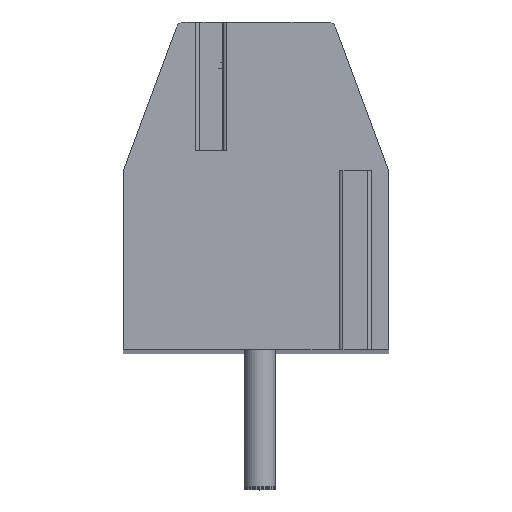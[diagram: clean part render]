
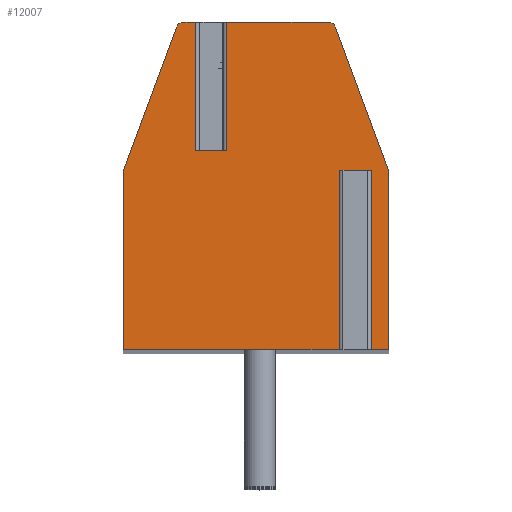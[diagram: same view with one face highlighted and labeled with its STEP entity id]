
A CAD part, top view. The second image highlights one B-rep face of the part: STEP entity #12007.
In plain terms, the highlighted planar face has unit normal (0, 0, 1).
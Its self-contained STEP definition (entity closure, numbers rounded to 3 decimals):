
#1=DIRECTION('',(1.,0.,0.));
#2=VECTOR('',#1,0.796);
#3=CARTESIAN_POINT('',(-1.548,0.9,57.75));
#4=LINE('',#3,#2);
#5=DIRECTION('',(0.,1.,0.));
#6=VECTOR('',#5,3.3);
#7=CARTESIAN_POINT('',(-0.752,0.9,57.75));
#8=LINE('',#7,#6);
#9=DIRECTION('',(-1.,0.,0.));
#10=VECTOR('',#9,2.603);
#11=CARTESIAN_POINT('',(1.851,4.2,57.75));
#12=LINE('',#11,#10);
#13=CARTESIAN_POINT('',(1.851,4.,57.75));
#14=DIRECTION('',(0.,0.,1.));
#15=DIRECTION('',(0.938,0.348,0.));
#16=AXIS2_PLACEMENT_3D('',#13,#14,#15);
#18=DIRECTION('',(-0.348,0.938,0.));
#19=VECTOR('',#18,3.914);
#20=CARTESIAN_POINT('',(3.4,0.4,57.75));
#21=LINE('',#20,#19);
#22=DIRECTION('',(0.,1.,0.));
#23=VECTOR('',#22,4.6);
#24=CARTESIAN_POINT('',(3.4,-4.2,57.75));
#25=LINE('',#24,#23);
#26=DIRECTION('',(1.,0.,0.));
#27=VECTOR('',#26,0.634);
#28=CARTESIAN_POINT('',(2.766,-4.2,57.75));
#29=LINE('',#28,#27);
#30=DIRECTION('',(0.,1.,0.));
#31=VECTOR('',#30,4.6);
#32=CARTESIAN_POINT('',(2.766,-4.2,57.75));
#33=LINE('',#32,#31);
#34=DIRECTION('',(-1.,0.,0.));
#35=VECTOR('',#34,0.43);
#36=CARTESIAN_POINT('',(2.766,0.4,57.75));
#37=LINE('',#36,#35);
#38=DIRECTION('',(0.,1.,0.));
#39=VECTOR('',#38,4.6);
#40=CARTESIAN_POINT('',(2.336,-4.2,57.75));
#41=LINE('',#40,#39);
#42=DIRECTION('',(1.,0.,0.));
#43=VECTOR('',#42,5.736);
#44=CARTESIAN_POINT('',(-3.4,-4.2,57.75));
#45=LINE('',#44,#43);
#46=DIRECTION('',(0.,-1.,0.));
#47=VECTOR('',#46,4.6);
#48=CARTESIAN_POINT('',(-3.4,0.4,57.75));
#49=LINE('',#48,#47);
#50=DIRECTION('',(-0.348,-0.938,0.));
#51=VECTOR('',#50,3.914);
#52=CARTESIAN_POINT('',(-2.038,4.07,57.75));
#53=LINE('',#52,#51);
#54=CARTESIAN_POINT('',(-1.851,4.,57.75));
#55=DIRECTION('',(0.,0.,1.));
#56=DIRECTION('',(0.,1.,0.));
#57=AXIS2_PLACEMENT_3D('',#54,#55,#56);
#59=DIRECTION('',(-1.,0.,0.));
#60=VECTOR('',#59,0.303);
#61=CARTESIAN_POINT('',(-1.548,4.2,57.75));
#62=LINE('',#61,#60);
#63=DIRECTION('',(0.,1.,0.));
#64=VECTOR('',#63,3.3);
#65=CARTESIAN_POINT('',(-1.548,0.9,57.75));
#66=LINE('',#65,#64);
#9386=CARTESIAN_POINT('',(-1.851,4.2,57.75));
#9387=CARTESIAN_POINT('',(-2.038,4.07,57.75));
#9388=VERTEX_POINT('',#9386);
#9389=VERTEX_POINT('',#9387);
#9390=CARTESIAN_POINT('',(-3.4,0.4,57.75));
#9391=VERTEX_POINT('',#9390);
#9392=CARTESIAN_POINT('',(-3.4,-4.2,57.75));
#9393=VERTEX_POINT('',#9392);
#9394=CARTESIAN_POINT('',(3.4,-4.2,57.75));
#9395=CARTESIAN_POINT('',(3.4,0.4,57.75));
#9396=VERTEX_POINT('',#9394);
#9397=VERTEX_POINT('',#9395);
#9398=CARTESIAN_POINT('',(2.038,4.07,57.75));
#9399=VERTEX_POINT('',#9398);
#9400=CARTESIAN_POINT('',(1.851,4.2,57.75));
#9401=VERTEX_POINT('',#9400);
#9442=CARTESIAN_POINT('',(2.766,0.4,57.75));
#9443=CARTESIAN_POINT('',(2.336,0.4,57.75));
#9444=VERTEX_POINT('',#9442);
#9445=VERTEX_POINT('',#9443);
#9446=CARTESIAN_POINT('',(2.336,-4.2,57.75));
#9447=VERTEX_POINT('',#9446);
#9448=CARTESIAN_POINT('',(2.766,-4.2,57.75));
#9449=VERTEX_POINT('',#9448);
#9510=CARTESIAN_POINT('',(-1.548,0.9,57.75));
#9511=CARTESIAN_POINT('',(-0.752,0.9,57.75));
#9512=VERTEX_POINT('',#9510);
#9513=VERTEX_POINT('',#9511);
#9514=CARTESIAN_POINT('',(-1.548,4.2,57.75));
#9515=VERTEX_POINT('',#9514);
#9516=CARTESIAN_POINT('',(-0.752,4.2,57.75));
#9517=VERTEX_POINT('',#9516);
#11968=CARTESIAN_POINT('',(0.,0.,57.75));
#11969=DIRECTION('',(0.,0.,1.));
#11970=DIRECTION('',(1.,0.,0.));
#11971=AXIS2_PLACEMENT_3D('',#11968,#11969,#11970);
#11972=PLANE('',#11971);
#11974=ORIENTED_EDGE('',*,*,#11973,.T.);
#11976=ORIENTED_EDGE('',*,*,#11975,.T.);
#11978=ORIENTED_EDGE('',*,*,#11977,.F.);
#11980=ORIENTED_EDGE('',*,*,#11979,.F.);
#11982=ORIENTED_EDGE('',*,*,#11981,.F.);
#11984=ORIENTED_EDGE('',*,*,#11983,.F.);
#11986=ORIENTED_EDGE('',*,*,#11985,.F.);
#11988=ORIENTED_EDGE('',*,*,#11987,.T.);
#11990=ORIENTED_EDGE('',*,*,#11989,.T.);
#11992=ORIENTED_EDGE('',*,*,#11991,.F.);
#11994=ORIENTED_EDGE('',*,*,#11993,.F.);
#11996=ORIENTED_EDGE('',*,*,#11995,.F.);
#11998=ORIENTED_EDGE('',*,*,#11997,.F.);
#12000=ORIENTED_EDGE('',*,*,#11999,.F.);
#12002=ORIENTED_EDGE('',*,*,#12001,.F.);
#12004=ORIENTED_EDGE('',*,*,#12003,.F.);
#12005=EDGE_LOOP('',(#11974,#11976,#11978,#11980,#11982,#11984,#11986,#11988,
#11990,#11992,#11994,#11996,#11998,#12000,#12002,#12004));
#12006=FACE_OUTER_BOUND('',#12005,.F.);
#12007=ADVANCED_FACE('',(#12006),#11972,.T.);
#17=CIRCLE('',#16,0.2);
#58=CIRCLE('',#57,0.2);
#11973=EDGE_CURVE('',#9512,#9513,#4,.T.);
#11975=EDGE_CURVE('',#9513,#9517,#8,.T.);
#11977=EDGE_CURVE('',#9401,#9517,#12,.T.);
#11979=EDGE_CURVE('',#9399,#9401,#17,.T.);
#11981=EDGE_CURVE('',#9397,#9399,#21,.T.);
#11983=EDGE_CURVE('',#9396,#9397,#25,.T.);
#11985=EDGE_CURVE('',#9449,#9396,#29,.T.);
#11987=EDGE_CURVE('',#9449,#9444,#33,.T.);
#11989=EDGE_CURVE('',#9444,#9445,#37,.T.);
#11991=EDGE_CURVE('',#9447,#9445,#41,.T.);
#11993=EDGE_CURVE('',#9393,#9447,#45,.T.);
#11995=EDGE_CURVE('',#9391,#9393,#49,.T.);
#11997=EDGE_CURVE('',#9389,#9391,#53,.T.);
#11999=EDGE_CURVE('',#9388,#9389,#58,.T.);
#12001=EDGE_CURVE('',#9515,#9388,#62,.T.);
#12003=EDGE_CURVE('',#9512,#9515,#66,.T.);
